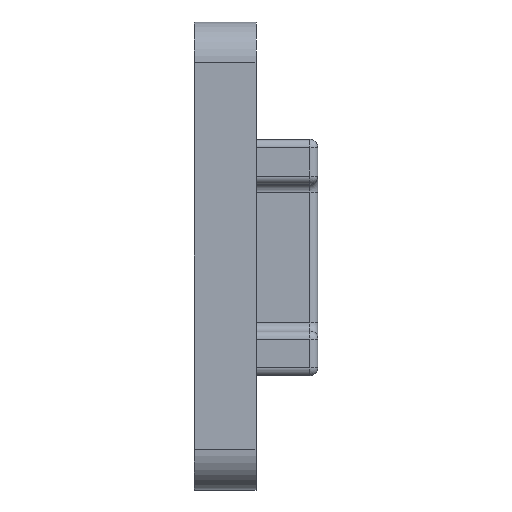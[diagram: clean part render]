
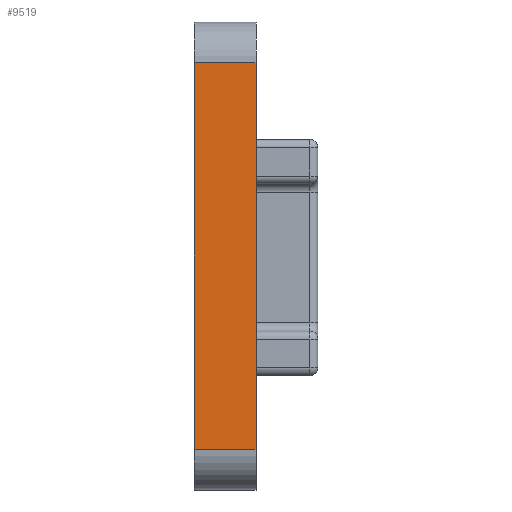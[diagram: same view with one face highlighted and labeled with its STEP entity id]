
A CAD part, front view. The second image highlights one B-rep face of the part: STEP entity #9519.
In plain terms, the highlighted planar face has unit normal (0, -1, 0).
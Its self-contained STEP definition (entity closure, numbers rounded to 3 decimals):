
#1289 = DIRECTION ( 'NONE',  ( 0., 0., -1. ) ) ;
#2204 = ORIENTED_EDGE ( 'NONE', *, *, #19448, .F. ) ;
#3764 = VECTOR ( 'NONE', #1289, 1000. ) ;
#5007 = VERTEX_POINT ( 'NONE', #15213 ) ;
#5110 = CARTESIAN_POINT ( 'NONE',  ( 1.9, -18.65, -11.85 ) ) ;
#6059 = VECTOR ( 'NONE', #25329, 1000. ) ;
#6369 = ORIENTED_EDGE ( 'NONE', *, *, #21620, .T. ) ;
#6865 = ORIENTED_EDGE ( 'NONE', *, *, #25721, .T. ) ;
#7201 = VERTEX_POINT ( 'NONE', #5110 ) ;
#7327 = ORIENTED_EDGE ( 'NONE', *, *, #11573, .T. ) ;
#9519 = ADVANCED_FACE ( 'NONE', ( #15453 ), #18537, .F. ) ;
#10026 = VERTEX_POINT ( 'NONE', #26543 ) ;
#11228 = DIRECTION ( 'NONE',  ( 0., 0., -1. ) ) ;
#11325 = CARTESIAN_POINT ( 'NONE',  ( 1.9, -18.65, 14.35 ) ) ;
#11573 = EDGE_CURVE ( 'NONE', #26379, #10026, #16028, .T. ) ;
#11772 = AXIS2_PLACEMENT_3D ( 'NONE', #20753, #23059, #16587 ) ;
#13871 = EDGE_LOOP ( 'NONE', ( #6369, #6865, #2204, #7327 ) ) ;
#14984 = CARTESIAN_POINT ( 'NONE',  ( 1.9, -18.65, 11.85 ) ) ;
#15213 = CARTESIAN_POINT ( 'NONE',  ( -1.9, -18.65, -11.85 ) ) ;
#15453 = FACE_OUTER_BOUND ( 'NONE', #13871, .T. ) ;
#16028 = LINE ( 'NONE', #16809, #6059 ) ;
#16143 = CARTESIAN_POINT ( 'NONE',  ( 1.9, -18.65, -11.85 ) ) ;
#16551 = LINE ( 'NONE', #16143, #26148 ) ;
#16587 = DIRECTION ( 'NONE',  ( 0., 0., 1. ) ) ;
#16669 = LINE ( 'NONE', #19196, #3764 ) ;
#16809 = CARTESIAN_POINT ( 'NONE',  ( 1.9, -18.65, 11.85 ) ) ;
#18281 = DIRECTION ( 'NONE',  ( 1., 0., 0. ) ) ;
#18537 = PLANE ( 'NONE',  #11772 ) ;
#19079 = VECTOR ( 'NONE', #11228, 1000. ) ;
#19196 = CARTESIAN_POINT ( 'NONE',  ( -1.9, -18.65, 14.35 ) ) ;
#19448 = EDGE_CURVE ( 'NONE', #26379, #7201, #23387, .T. ) ;
#20753 = CARTESIAN_POINT ( 'NONE',  ( 1.9, -18.65, 14.35 ) ) ;
#21620 = EDGE_CURVE ( 'NONE', #10026, #5007, #16669, .T. ) ;
#23059 = DIRECTION ( 'NONE',  ( 0., 1., 0. ) ) ;
#23387 = LINE ( 'NONE', #11325, #19079 ) ;
#25329 = DIRECTION ( 'NONE',  ( -1., 0., 0. ) ) ;
#25721 = EDGE_CURVE ( 'NONE', #5007, #7201, #16551, .T. ) ;
#26148 = VECTOR ( 'NONE', #18281, 1000. ) ;
#26379 = VERTEX_POINT ( 'NONE', #14984 ) ;
#26543 = CARTESIAN_POINT ( 'NONE',  ( -1.9, -18.65, 11.85 ) ) ;
